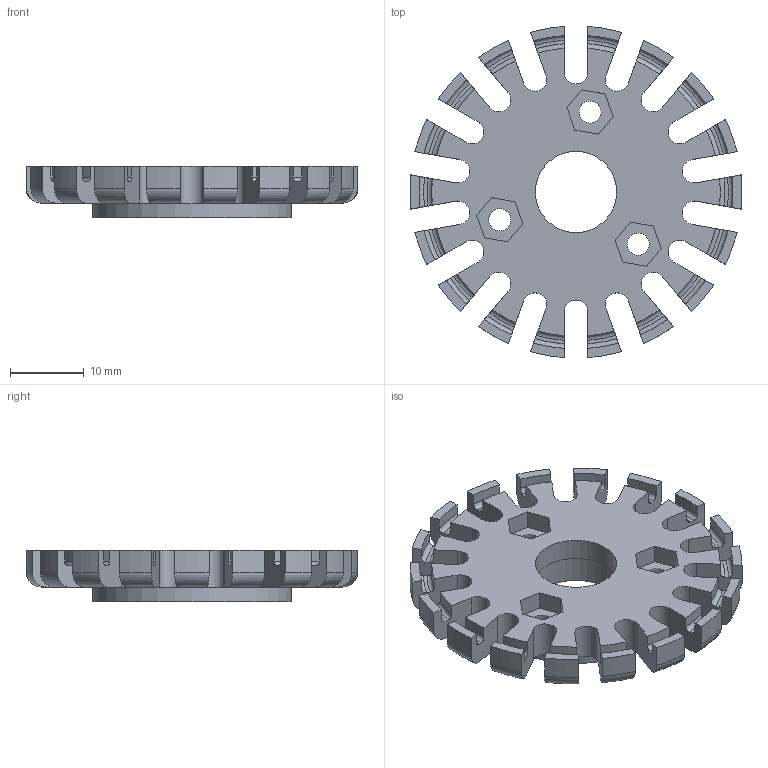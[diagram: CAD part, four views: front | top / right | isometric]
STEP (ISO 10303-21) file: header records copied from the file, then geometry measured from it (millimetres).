
FILE_DESCRIPTION(/* description */ (''),/* implementation_level */ '2;1');
FILE_NAME(/* name */ 'PartA_ipt_85b542de.STEP',/* time_stamp */ '2021-11-25T09:42:52-03:00',/* author */ ('Acer'),/* organization */ (''),/* preprocessor_version */ 'ST-DEVELOPER v18.1',/* originating_system */ 'Autodesk Inventor 2020',/* authorisation */ '');
FILE_SCHEMA (('AUTOMOTIVE_DESIGN { 1 0 10303 214 3 1 1 }'));
Length unit declared in the file: millimetre
Products named in the file (1): PartA
Bounding box: 44.97 x 44.89 x 7 mm (x, y, z)
Volume: 5594.8 mm3; surface area: 4797 mm2
Topology: 1 solids, 1 shells, 229 faces, 672 edges, 450 vertices
Faces by surface type: plane 97, cylinder 78, torus 54
Full cylindrical faces by diameter (mm): 3 x3, 11 x1, 12 x1, 27 x1
Entity records: 8721 total; most frequent: CARTESIAN_POINT 2324, ORIENTED_EDGE 1344, DIRECTION 1240, EDGE_CURVE 672, VERTEX_POINT 450, AXIS2_PLACEMENT_3D 446, LINE 348, VECTOR 348
